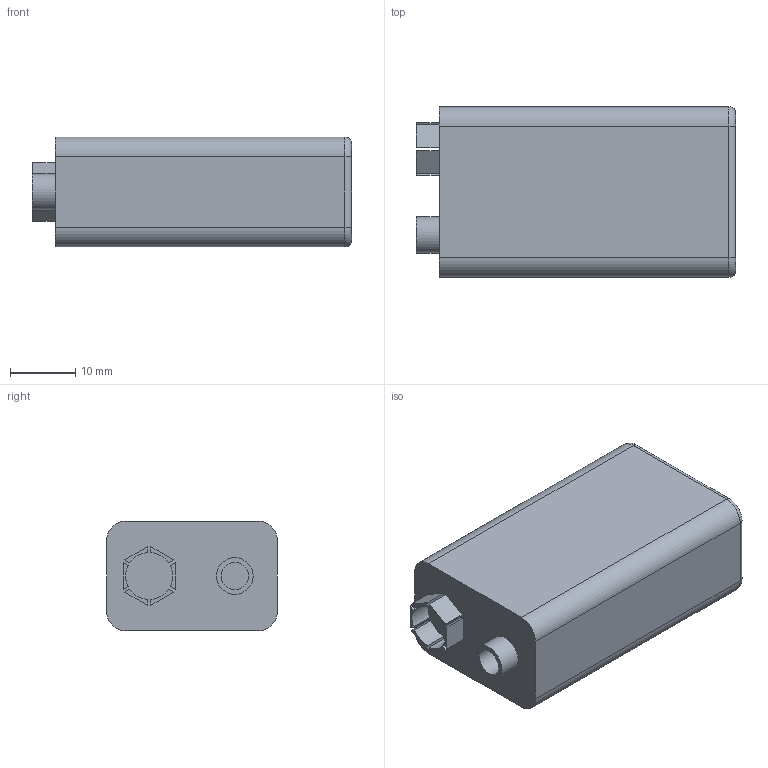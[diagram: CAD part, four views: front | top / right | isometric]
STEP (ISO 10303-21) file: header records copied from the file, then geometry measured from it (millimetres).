
FILE_DESCRIPTION(/* description */ ('STEP AP242 Edition 2','CAx-IF Rec.Pracs.---Representation and Presentation of Product Manufacturing Information (PMI)---4.0---2014-10-13','CAx-IF Rec.Pracs.---3D Tessellated Geometry---0.4---2014-09-14','2;1','CAx-IF Rec.Pracs.---User Defined Attributes---1.5---2016-08-15'),/* implementation_level */ '2;1');
FILE_NAME(/* name */ '6937fb731d41f361643384a1',/* time_stamp */ '2025-12-09T10:35:32Z',/* author */ (''),/* organization */ (''),/* preprocessor_version */ 'ST-DEVELOPER v20',/* originating_system */ 'ONSHAPE BY PTC INC, 1.207',/* authorisation */ ' ');
FILE_SCHEMA (('AP242_MANAGED_MODEL_BASED_3D_ENGINEERING_MIM_LF { 1 0 10303 442 3 1 4 }'));
Length unit declared in the file: metre
Products named in the file (1): 9V Battery
Bounding box: 48.8 x 26.1 x 16.8 mm (x, y, z)
Volume: 19474.1 mm3; surface area: 4948.2 mm2
Topology: 1 solids, 1 shells, 64 faces, 145 edges, 94 vertices
Faces by surface type: plane 39, cylinder 21, torus 4
Full cylindrical faces by diameter (mm): 0.7 x1, 4.2 x1, 5.6 x1
Entity records: 2247 total; most frequent: DIRECTION 318, CARTESIAN_POINT 301, ORIENTED_EDGE 284, EDGE_CURVE 142, AXIS2_PLACEMENT_3D 111, LINE 96, VECTOR 96, VERTEX_POINT 94
